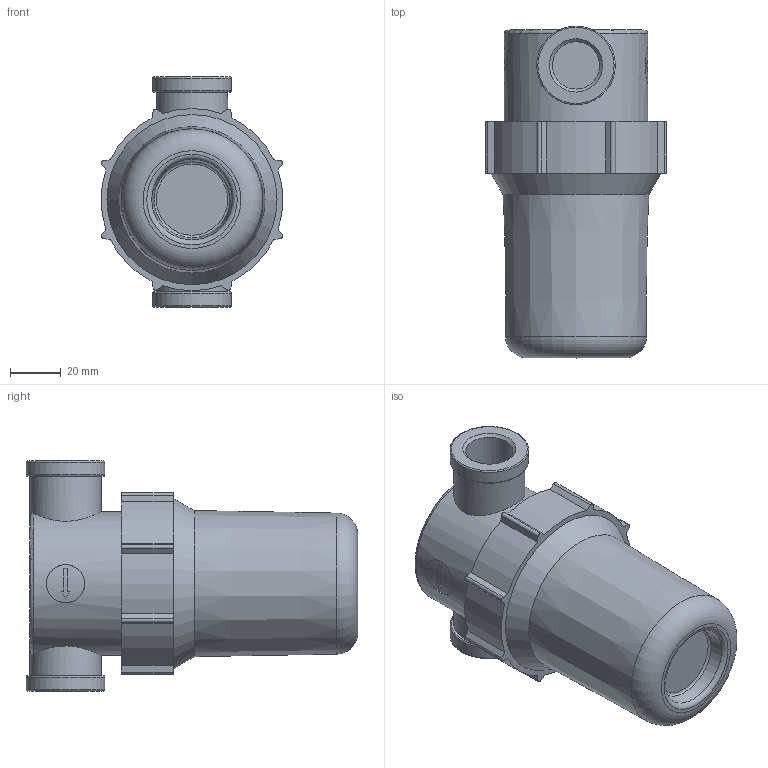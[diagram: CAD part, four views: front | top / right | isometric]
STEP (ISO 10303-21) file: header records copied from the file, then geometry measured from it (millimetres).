
FILE_DESCRIPTION(/* description */ ('STEP AP214'),/* implementation_level */ '2;1');
FILE_NAME(/* name */ '553141_VAF-DB-1_2',/* time_stamp */ '2024-09-16T06:44:35+02:00',/* author */ ('License CC BY-ND 4.0'),/* organization */ ('CADENAS'),/* preprocessor_version */ 'ST-DEVELOPER v19.3',/* originating_system */ 'PARTsolutions',/* authorisation */ ' ');
FILE_SCHEMA (('AUTOMOTIVE_DESIGN {1 0 10303 214 3 1 1}'));
Length unit declared in the file: millimetre
Products named in the file (1): 553141 VAF-DB-1/2
Bounding box: 71.6 x 130.5 x 90.5 mm (x, y, z)
Volume: 363602.2 mm3; surface area: 37731.5 mm2
Topology: 1 solids, 1 shells, 88 faces, 208 edges, 135 vertices
Faces by surface type: plane 43, cylinder 29, torus 9, cone 7
Full cylindrical faces by diameter (mm): 15 x2, 18.631 x2, 28 x2, 31 x2, 56.48 x1
Entity records: 2538 total; most frequent: CARTESIAN_POINT 535, DIRECTION 430, ORIENTED_EDGE 362, EDGE_CURVE 181, AXIS2_PLACEMENT_3D 170, VERTEX_POINT 131, EDGE_LOOP 124, FACE_BOUND 124
